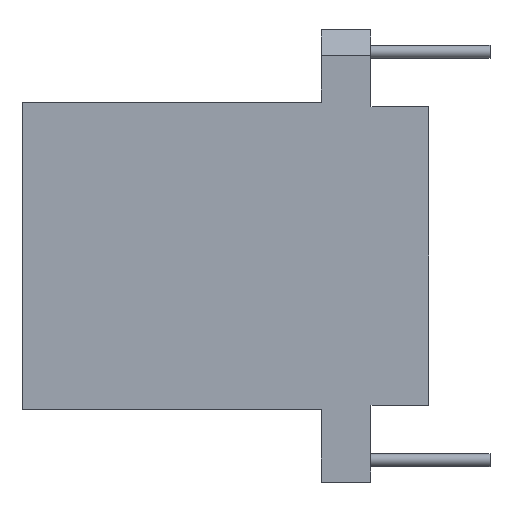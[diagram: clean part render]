
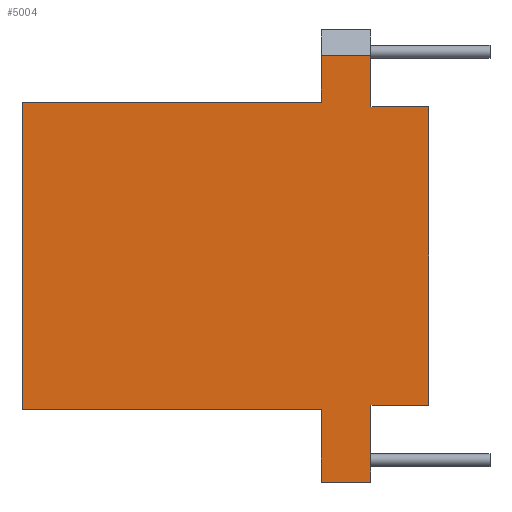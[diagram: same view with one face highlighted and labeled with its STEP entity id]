
A CAD part, left-side view. The second image highlights one B-rep face of the part: STEP entity #5004.
In plain terms, the highlighted planar face has unit normal (-1, 0, 0).
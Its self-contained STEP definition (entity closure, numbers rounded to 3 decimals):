
#11 = VERTEX_POINT ( 'NONE', #3932 ) ;
#101 = VECTOR ( 'NONE', #3238, 1000. ) ;
#114 = EDGE_CURVE ( 'NONE', #2456, #489, #4667, .T. ) ;
#336 = CARTESIAN_POINT ( 'NONE',  ( 0., 25.3, 0. ) ) ;
#377 = CARTESIAN_POINT ( 'NONE',  ( 0., 6.7, -23.62 ) ) ;
#385 = EDGE_CURVE ( 'NONE', #5130, #3352, #3495, .T. ) ;
#413 = ORIENTED_EDGE ( 'NONE', *, *, #2403, .T. ) ;
#419 = CARTESIAN_POINT ( 'NONE',  ( 0., 25.3, 4.5 ) ) ;
#426 = CARTESIAN_POINT ( 'NONE',  ( 0., 3.6, -0.28 ) ) ;
#447 = CARTESIAN_POINT ( 'NONE',  ( 0., 3.6, -23.62 ) ) ;
#489 = VERTEX_POINT ( 'NONE', #939 ) ;
#586 = VERTEX_POINT ( 'NONE', #2202 ) ;
#776 = DIRECTION ( 'NONE',  ( 0., 1., 0. ) ) ;
#939 = CARTESIAN_POINT ( 'NONE',  ( 0., 0., -0.28 ) ) ;
#986 = AXIS2_PLACEMENT_3D ( 'NONE', #5474, #2860, #3711 ) ;
#1108 = EDGE_CURVE ( 'NONE', #11, #3425, #4518, .T. ) ;
#1138 = CARTESIAN_POINT ( 'NONE',  ( 0., 6.7, -23.62 ) ) ;
#1190 = VECTOR ( 'NONE', #3441, 1000. ) ;
#1291 = EDGE_CURVE ( 'NONE', #1962, #1737, #4377, .T. ) ;
#1320 = DIRECTION ( 'NONE',  ( 0., 0., -1. ) ) ;
#1371 = VECTOR ( 'NONE', #2385, 1000. ) ;
#1428 = LINE ( 'NONE', #1516, #1371 ) ;
#1483 = VECTOR ( 'NONE', #1941, 1000. ) ;
#1506 = VECTOR ( 'NONE', #3701, 1000. ) ;
#1516 = CARTESIAN_POINT ( 'NONE',  ( 0., 6.7, -0.28 ) ) ;
#1547 = ORIENTED_EDGE ( 'NONE', *, *, #4520, .T. ) ;
#1571 = VECTOR ( 'NONE', #5134, 1000. ) ;
#1679 = VECTOR ( 'NONE', #3480, 1000. ) ;
#1685 = EDGE_CURVE ( 'NONE', #5244, #586, #1801, .T. ) ;
#1718 = ORIENTED_EDGE ( 'NONE', *, *, #1108, .T. ) ;
#1734 = CARTESIAN_POINT ( 'NONE',  ( 0., 6.7, -19.12 ) ) ;
#1737 = VERTEX_POINT ( 'NONE', #1138 ) ;
#1782 = LINE ( 'NONE', #4404, #4876 ) ;
#1801 = LINE ( 'NONE', #4224, #2717 ) ;
#1861 = LINE ( 'NONE', #5153, #3466 ) ;
#1941 = DIRECTION ( 'NONE',  ( 0., 0., 1. ) ) ;
#1962 = VERTEX_POINT ( 'NONE', #447 ) ;
#2054 = ORIENTED_EDGE ( 'NONE', *, *, #385, .T. ) ;
#2065 = LINE ( 'NONE', #3382, #1571 ) ;
#2155 = CARTESIAN_POINT ( 'NONE',  ( 0., 6.7, 0. ) ) ;
#2178 = ORIENTED_EDGE ( 'NONE', *, *, #5061, .T. ) ;
#2202 = CARTESIAN_POINT ( 'NONE',  ( 0., 3.6, 2.916 ) ) ;
#2355 = VERTEX_POINT ( 'NONE', #4566 ) ;
#2385 = DIRECTION ( 'NONE',  ( 0., 1., 0. ) ) ;
#2393 = PLANE ( 'NONE',  #986 ) ;
#2403 = EDGE_CURVE ( 'NONE', #489, #5244, #1428, .T. ) ;
#2432 = LINE ( 'NONE', #3418, #3048 ) ;
#2456 = VERTEX_POINT ( 'NONE', #4652 ) ;
#2717 = VECTOR ( 'NONE', #2840, 1000. ) ;
#2806 = ORIENTED_EDGE ( 'NONE', *, *, #5341, .T. ) ;
#2833 = CARTESIAN_POINT ( 'NONE',  ( 0., 0., 4.5 ) ) ;
#2840 = DIRECTION ( 'NONE',  ( 0., 0., 1. ) ) ;
#2860 = DIRECTION ( 'NONE',  ( -1., 0., 0. ) ) ;
#3048 = VECTOR ( 'NONE', #776, 1000. ) ;
#3216 = VERTEX_POINT ( 'NONE', #1734 ) ;
#3238 = DIRECTION ( 'NONE',  ( 0., 1., 0. ) ) ;
#3266 = CARTESIAN_POINT ( 'NONE',  ( 0., 6.7, 0. ) ) ;
#3269 = ORIENTED_EDGE ( 'NONE', *, *, #114, .T. ) ;
#3278 = CARTESIAN_POINT ( 'NONE',  ( 0., 6.7, 2.916 ) ) ;
#3352 = VERTEX_POINT ( 'NONE', #4660 ) ;
#3382 = CARTESIAN_POINT ( 'NONE',  ( 0., 3.6, 4.5 ) ) ;
#3399 = DIRECTION ( 'NONE',  ( 0., -1., 0. ) ) ;
#3418 = CARTESIAN_POINT ( 'NONE',  ( 0., 6.7, 0. ) ) ;
#3425 = VERTEX_POINT ( 'NONE', #2155 ) ;
#3441 = DIRECTION ( 'NONE',  ( 0., 1., 0. ) ) ;
#3466 = VECTOR ( 'NONE', #3399, 1000. ) ;
#3480 = DIRECTION ( 'NONE',  ( 0., 0., -1. ) ) ;
#3495 = LINE ( 'NONE', #419, #1679 ) ;
#3496 = ORIENTED_EDGE ( 'NONE', *, *, #5013, .T. ) ;
#3690 = ORIENTED_EDGE ( 'NONE', *, *, #4246, .T. ) ;
#3701 = DIRECTION ( 'NONE',  ( 0., -1., 0. ) ) ;
#3711 = DIRECTION ( 'NONE',  ( 0., 0., 1. ) ) ;
#3717 = CARTESIAN_POINT ( 'NONE',  ( 0., 6.7, -19.12 ) ) ;
#3740 = DIRECTION ( 'NONE',  ( 0., 0., -1. ) ) ;
#3845 = ORIENTED_EDGE ( 'NONE', *, *, #1291, .F. ) ;
#3932 = CARTESIAN_POINT ( 'NONE',  ( 0., 6.7, 2.916 ) ) ;
#4136 = LINE ( 'NONE', #3278, #101 ) ;
#4224 = CARTESIAN_POINT ( 'NONE',  ( 0., 3.6, 4.5 ) ) ;
#4246 = EDGE_CURVE ( 'NONE', #3352, #3216, #4285, .T. ) ;
#4285 = LINE ( 'NONE', #3717, #1506 ) ;
#4377 = LINE ( 'NONE', #377, #1190 ) ;
#4404 = CARTESIAN_POINT ( 'NONE',  ( 0., 6.7, 0. ) ) ;
#4487 = EDGE_CURVE ( 'NONE', #3425, #5130, #2432, .T. ) ;
#4518 = LINE ( 'NONE', #3266, #4577 ) ;
#4520 = EDGE_CURVE ( 'NONE', #2355, #2456, #1861, .T. ) ;
#4566 = CARTESIAN_POINT ( 'NONE',  ( 0., 3.6, -18.84 ) ) ;
#4577 = VECTOR ( 'NONE', #3740, 1000. ) ;
#4578 = ORIENTED_EDGE ( 'NONE', *, *, #1685, .T. ) ;
#4652 = CARTESIAN_POINT ( 'NONE',  ( 0., 0., -18.84 ) ) ;
#4660 = CARTESIAN_POINT ( 'NONE',  ( 0., 25.3, -19.12 ) ) ;
#4667 = LINE ( 'NONE', #2833, #1483 ) ;
#4744 = ORIENTED_EDGE ( 'NONE', *, *, #4487, .T. ) ;
#4796 = EDGE_LOOP ( 'NONE', ( #413, #4578, #3496, #1718, #4744, #2054, #3690, #2806, #3845, #2178, #1547, #3269 ) ) ;
#4812 = FACE_OUTER_BOUND ( 'NONE', #4796, .T. ) ;
#4876 = VECTOR ( 'NONE', #1320, 1000. ) ;
#5004 = ADVANCED_FACE ( 'NONE', ( #4812 ), #2393, .T. ) ;
#5013 = EDGE_CURVE ( 'NONE', #586, #11, #4136, .T. ) ;
#5061 = EDGE_CURVE ( 'NONE', #1962, #2355, #2065, .T. ) ;
#5130 = VERTEX_POINT ( 'NONE', #336 ) ;
#5134 = DIRECTION ( 'NONE',  ( 0., 0., 1. ) ) ;
#5153 = CARTESIAN_POINT ( 'NONE',  ( 0., 6.7, -18.84 ) ) ;
#5244 = VERTEX_POINT ( 'NONE', #426 ) ;
#5341 = EDGE_CURVE ( 'NONE', #3216, #1737, #1782, .T. ) ;
#5474 = CARTESIAN_POINT ( 'NONE',  ( 0., 6.7, 4.5 ) ) ;
